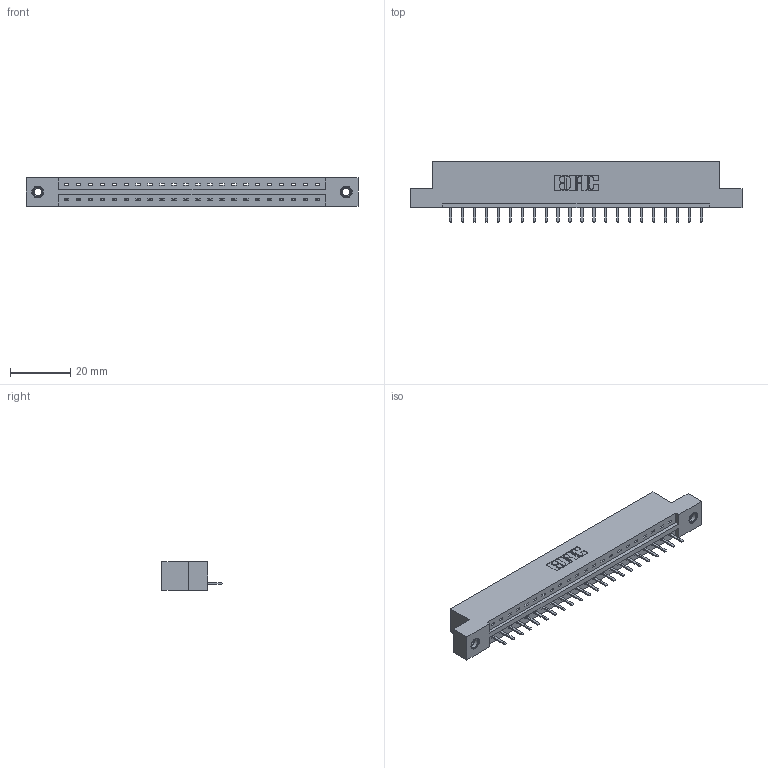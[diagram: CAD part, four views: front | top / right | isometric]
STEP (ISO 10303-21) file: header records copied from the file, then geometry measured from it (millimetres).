
FILE_DESCRIPTION (( 'STEP AP203' ), '1' );
FILE_NAME ('337-022-520-107.STEP', '2019-09-29T01:34:25', ( '' ), ( '' ), 'SwSTEP 2.0', 'SolidWorks 2016', '' );
FILE_SCHEMA (( 'CONFIG_CONTROL_DESIGN' ));
Length unit declared in the file: inch
Products named in the file (4): 345-250-001_345-250-005-103; 337 Part_Flush Mounting Lugs - 0.156 Dia-TI; 345-292-001_345-293-120; 337-022-520-107
Assembly tree (25 placements, depth 2):
  337-022-520-107
    337 Part_Flush Mounting Lugs - 0.156 Dia-TI
    345-292-001_345-293-120  x22
    345-250-001_345-250-005-103  x2
Bounding box: 110.19 x 20.02 x 9.4 mm (x, y, z)
Volume: 11124.8 mm3; surface area: 11198.1 mm2
Topology: 25 solids, 25 shells, 1626 faces, 4759 edges, 3106 vertices
Faces by surface type: plane 1158, cylinder 452, cone 12, torus 4
Entity records: 20240 total; most frequent: CARTESIAN_POINT 3515, ORIENTED_EDGE 3454, DIRECTION 3021, EDGE_CURVE 1727, VECTOR 1575, LINE 1575, VERTEX_POINT 1144, AXIS2_PLACEMENT_3D 723
